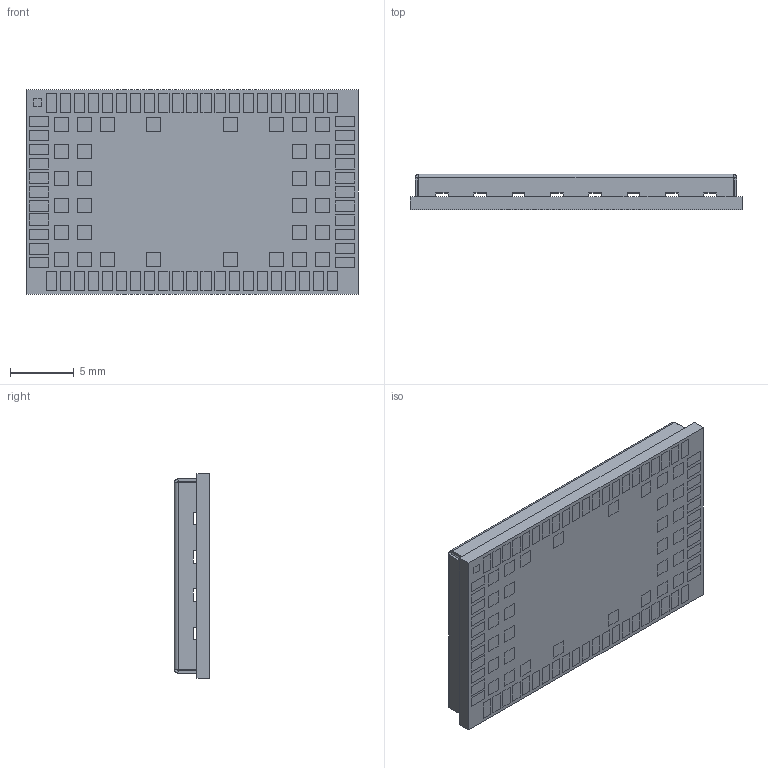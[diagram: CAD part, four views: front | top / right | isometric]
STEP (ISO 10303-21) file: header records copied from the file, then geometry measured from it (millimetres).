
FILE_DESCRIPTION (( 'STEP AP203' ), '1' );
FILE_NAME ('SARA-R410M-01B.STEP', '2018-10-01T10:11:03', ( '' ), ( '' ), 'SwSTEP 2.0', 'SolidWorks 2017', '' );
FILE_SCHEMA (( 'CONFIG_CONTROL_DESIGN' ));
Length unit declared in the file: millimetre
Products named in the file (1): SARA-R410M-01B
Bounding box: 26 x 2.78 x 16 mm (x, y, z)
Volume: 514.6 mm3; surface area: 2243.5 mm2
Topology: 99 solids, 99 shells, 1207 faces, 2704 edges, 1792 vertices
Faces by surface type: plane 1191, bspline 8, cylinder 8
Entity records: 32931 total; most frequent: CARTESIAN_POINT 6048, ORIENTED_EDGE 5408, DIRECTION 5088, EDGE_CURVE 2704, LINE 2688, VECTOR 2688, VERTEX_POINT 1792, EDGE_LOOP 1304
